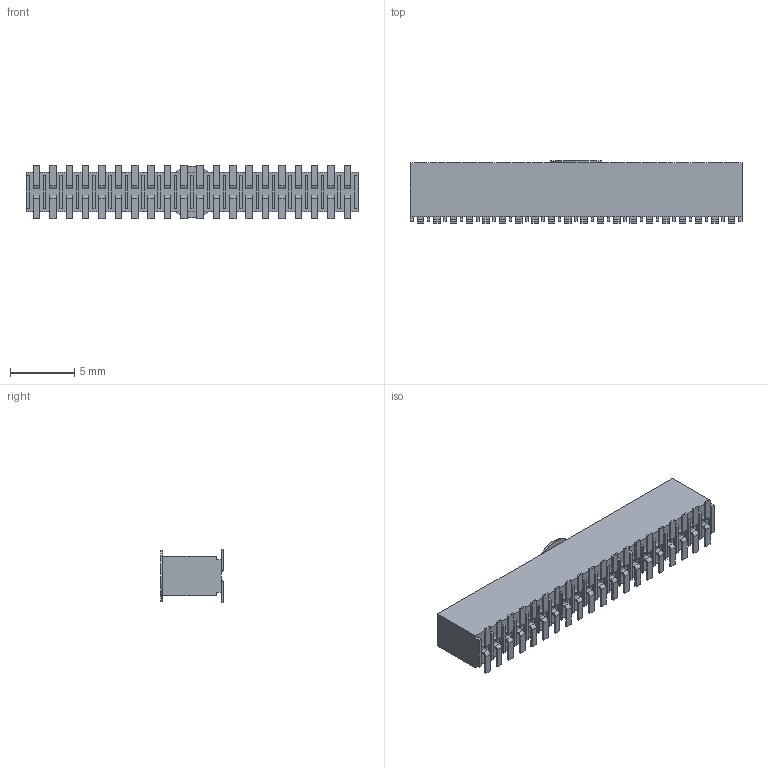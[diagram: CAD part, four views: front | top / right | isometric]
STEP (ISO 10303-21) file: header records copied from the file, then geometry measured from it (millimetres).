
FILE_DESCRIPTION(/* description */ ('STEP AP203'),/* implementation_level */ '2;1');
FILE_NAME(/* name */ 'SFMC-120-02-S-D-K-TR',/* time_stamp */ '2026-02-03T01:47:29+01:00',/* author */ ('License CC BY-ND 4.0'),/* organization */ ('CADENAS'),/* preprocessor_version */ 'ST-DEVELOPER v20',/* originating_system */ 'PARTsolutions',/* authorisation */ ' ');
FILE_SCHEMA (('CONFIG_CONTROL_DESIGN','PROCESS_PLANNING_SCHEMA'));
Length unit declared in the file: inch
Products named in the file (4): SFMC-120-02-S-D-K-TR; SFMC-120-02-K_socket; C-20-02_spins; SFMC-Polyamide_Pad-K_polyamide_pick
Assembly tree (3 placements, depth 2):
  SFMC-120-02-S-D-K-TR
    SFMC-120-02-K_socket
    C-20-02_spins
    SFMC-Polyamide_Pad-K_polyamide_pick
Bounding box: 25.78 x 4.83 x 4.19 mm (x, y, z)
Volume: 313.1 mm3; surface area: 931.8 mm2
Topology: 3 solids, 3 shells, 838 faces, 2039 edges, 1306 vertices
Faces by surface type: plane 757, cylinder 81
Full cylindrical faces by diameter (mm): 3.988 x1
Entity records: 24040 total; most frequent: CARTESIAN_POINT 4186, ORIENTED_EDGE 4076, DIRECTION 3884, EDGE_CURVE 2038, LINE 1876, VECTOR 1876, VERTEX_POINT 1306, AXIS2_PLACEMENT_3D 1004
